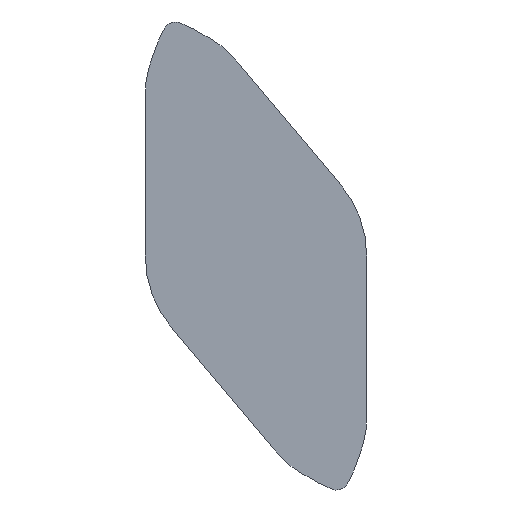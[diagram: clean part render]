
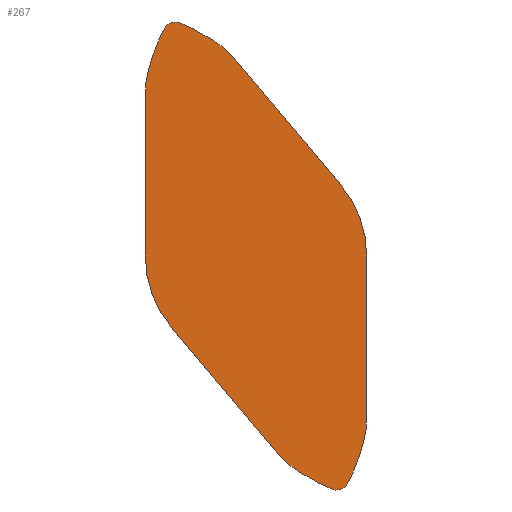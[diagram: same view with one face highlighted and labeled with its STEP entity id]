
A CAD part, top view. The second image highlights one B-rep face of the part: STEP entity #267.
In plain terms, the highlighted planar face has unit normal (0, 0, 1).
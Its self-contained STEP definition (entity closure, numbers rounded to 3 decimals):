
#117=CIRCLE('',#1539,0.8);
#119=CIRCLE('',#1543,5.);
#120=CIRCLE('',#1545,5.5);
#122=CIRCLE('',#1548,0.551);
#123=CIRCLE('',#1550,15.);
#124=CIRCLE('',#1552,1.5);
#126=CIRCLE('',#1557,5.);
#127=CIRCLE('',#1559,5.5);
#129=CIRCLE('',#1562,0.551);
#130=CIRCLE('',#1564,15.);
#131=CIRCLE('',#1566,1.5);
#132=CIRCLE('',#1569,0.8);
#134=CIRCLE('',#1573,5.);
#135=CIRCLE('',#1575,0.551);
#136=CIRCLE('',#1577,15.);
#137=CIRCLE('',#1579,1.5);
#139=CIRCLE('',#1584,5.);
#140=CIRCLE('',#1586,0.551);
#141=CIRCLE('',#1588,15.);
#142=CIRCLE('',#1590,1.5);
#267=ADVANCED_FACE('',(#377),#289,.T.);
#289=PLANE('',#1678);
#377=FACE_OUTER_BOUND('',#465,.T.);
#465=EDGE_LOOP('',(#847,#848,#849,#850,#851,#852,#853,#854,#855,#856,#857,
#858,#859,#860,#861,#862,#863,#864,#865,#866,#867,#868,#869,#870,#871,#872,
#873,#874));
#847=ORIENTED_EDGE('',*,*,#1086,.F.);
#848=ORIENTED_EDGE('',*,*,#1102,.T.);
#849=ORIENTED_EDGE('',*,*,#1098,.T.);
#850=ORIENTED_EDGE('',*,*,#1095,.T.);
#851=ORIENTED_EDGE('',*,*,#1055,.F.);
#852=ORIENTED_EDGE('',*,*,#1069,.T.);
#853=ORIENTED_EDGE('',*,*,#1072,.T.);
#854=ORIENTED_EDGE('',*,*,#1076,.T.);
#855=ORIENTED_EDGE('',*,*,#1060,.F.);
#856=ORIENTED_EDGE('',*,*,#1064,.F.);
#857=ORIENTED_EDGE('',*,*,#1052,.F.);
#858=ORIENTED_EDGE('',*,*,#1067,.F.);
#859=ORIENTED_EDGE('',*,*,#1133,.F.);
#860=ORIENTED_EDGE('',*,*,#1143,.F.);
#861=ORIENTED_EDGE('',*,*,#1138,.F.);
#862=ORIENTED_EDGE('',*,*,#1151,.T.);
#863=ORIENTED_EDGE('',*,*,#1147,.T.);
#864=ORIENTED_EDGE('',*,*,#1144,.T.);
#865=ORIENTED_EDGE('',*,*,#1111,.F.);
#866=ORIENTED_EDGE('',*,*,#1122,.T.);
#867=ORIENTED_EDGE('',*,*,#1125,.T.);
#868=ORIENTED_EDGE('',*,*,#1129,.T.);
#869=ORIENTED_EDGE('',*,*,#1116,.F.);
#870=ORIENTED_EDGE('',*,*,#1120,.F.);
#871=ORIENTED_EDGE('',*,*,#1108,.F.);
#872=ORIENTED_EDGE('',*,*,#1092,.F.);
#873=ORIENTED_EDGE('',*,*,#1080,.F.);
#874=ORIENTED_EDGE('',*,*,#1091,.F.);
#916=VERTEX_POINT('',#2216);
#917=VERTEX_POINT('',#2218);
#919=VERTEX_POINT('',#2223);
#920=VERTEX_POINT('',#2225);
#923=VERTEX_POINT('',#2245);
#925=VERTEX_POINT('',#2248);
#929=VERTEX_POINT('',#2275);
#930=VERTEX_POINT('',#2280);
#932=VERTEX_POINT('',#2295);
#937=VERTEX_POINT('',#2342);
#938=VERTEX_POINT('',#2344);
#942=VERTEX_POINT('',#2363);
#944=VERTEX_POINT('',#2366);
#947=VERTEX_POINT('',#2392);
#949=VERTEX_POINT('',#2398);
#951=VERTEX_POINT('',#2413);
#958=VERTEX_POINT('',#2474);
#960=VERTEX_POINT('',#2479);
#961=VERTEX_POINT('',#2481);
#964=VERTEX_POINT('',#2501);
#966=VERTEX_POINT('',#2504);
#969=VERTEX_POINT('',#2530);
#971=VERTEX_POINT('',#2545);
#976=VERTEX_POINT('',#2592);
#979=VERTEX_POINT('',#2610);
#981=VERTEX_POINT('',#2613);
#984=VERTEX_POINT('',#2639);
#986=VERTEX_POINT('',#2654);
#1052=EDGE_CURVE('',#916,#917,#1273,.T.);
#1055=EDGE_CURVE('',#919,#920,#117,.T.);
#1060=EDGE_CURVE('',#923,#925,#1278,.T.);
#1064=EDGE_CURVE('',#917,#923,#119,.T.);
#1067=EDGE_CURVE('',#929,#916,#120,.T.);
#1069=EDGE_CURVE('',#919,#930,#122,.T.);
#1072=EDGE_CURVE('',#930,#932,#123,.T.);
#1076=EDGE_CURVE('',#932,#925,#124,.T.);
#1080=EDGE_CURVE('',#937,#938,#1286,.T.);
#1086=EDGE_CURVE('',#942,#944,#1291,.T.);
#1091=EDGE_CURVE('',#944,#937,#126,.T.);
#1092=EDGE_CURVE('',#938,#947,#127,.T.);
#1095=EDGE_CURVE('',#949,#920,#129,.T.);
#1098=EDGE_CURVE('',#951,#949,#130,.T.);
#1102=EDGE_CURVE('',#942,#951,#131,.T.);
#1108=EDGE_CURVE('',#947,#958,#1300,.T.);
#1111=EDGE_CURVE('',#960,#961,#132,.T.);
#1116=EDGE_CURVE('',#964,#966,#1305,.T.);
#1120=EDGE_CURVE('',#958,#964,#134,.T.);
#1122=EDGE_CURVE('',#960,#969,#135,.T.);
#1125=EDGE_CURVE('',#969,#971,#136,.T.);
#1129=EDGE_CURVE('',#971,#966,#137,.T.);
#1133=EDGE_CURVE('',#976,#929,#1312,.T.);
#1138=EDGE_CURVE('',#979,#981,#1316,.T.);
#1143=EDGE_CURVE('',#981,#976,#139,.T.);
#1144=EDGE_CURVE('',#984,#961,#140,.T.);
#1147=EDGE_CURVE('',#986,#984,#141,.T.);
#1151=EDGE_CURVE('',#979,#986,#142,.T.);
#1273=LINE('',#2217,#1365);
#1278=LINE('',#2247,#1370);
#1286=LINE('',#2343,#1378);
#1291=LINE('',#2365,#1383);
#1300=LINE('',#2473,#1392);
#1305=LINE('',#2503,#1397);
#1312=LINE('',#2593,#1404);
#1316=LINE('',#2612,#1408);
#1365=VECTOR('',#1690,1.);
#1370=VECTOR('',#1701,1.);
#1378=VECTOR('',#1735,1.);
#1383=VECTOR('',#1742,1.);
#1392=VECTOR('',#1777,1.);
#1397=VECTOR('',#1788,1.);
#1404=VECTOR('',#1815,1.);
#1408=VECTOR('',#1821,1.);
#1539=AXIS2_PLACEMENT_3D('',#2224,#1695,#1696);
#1543=AXIS2_PLACEMENT_3D('',#2255,#1708,#1709);
#1545=AXIS2_PLACEMENT_3D('',#2276,#1713,#1714);
#1548=AXIS2_PLACEMENT_3D('',#2279,#1719,#1720);
#1550=AXIS2_PLACEMENT_3D('',#2294,#1724,#1725);
#1552=AXIS2_PLACEMENT_3D('',#2329,#1729,#1730);
#1557=AXIS2_PLACEMENT_3D('',#2389,#1749,#1750);
#1559=AXIS2_PLACEMENT_3D('',#2391,#1753,#1754);
#1562=AXIS2_PLACEMENT_3D('',#2397,#1760,#1761);
#1564=AXIS2_PLACEMENT_3D('',#2412,#1765,#1766);
#1566=AXIS2_PLACEMENT_3D('',#2447,#1770,#1771);
#1569=AXIS2_PLACEMENT_3D('',#2480,#1782,#1783);
#1573=AXIS2_PLACEMENT_3D('',#2511,#1795,#1796);
#1575=AXIS2_PLACEMENT_3D('',#2529,#1799,#1800);
#1577=AXIS2_PLACEMENT_3D('',#2544,#1804,#1805);
#1579=AXIS2_PLACEMENT_3D('',#2579,#1809,#1810);
#1584=AXIS2_PLACEMENT_3D('',#2636,#1828,#1829);
#1586=AXIS2_PLACEMENT_3D('',#2638,#1832,#1833);
#1588=AXIS2_PLACEMENT_3D('',#2653,#1837,#1838);
#1590=AXIS2_PLACEMENT_3D('',#2688,#1842,#1843);
#1678=AXIS2_PLACEMENT_3D('',#3691,#2060,#2061);
#1690=DIRECTION('',(0.,1.,0.));
#1695=DIRECTION('',(0.,0.,-1.));
#1696=DIRECTION('',(1.,0.,0.));
#1701=DIRECTION('',(0.342,0.94,0.));
#1708=DIRECTION('',(0.,0.,-1.));
#1709=DIRECTION('',(1.,0.,0.));
#1713=DIRECTION('',(0.,0.,-1.));
#1714=DIRECTION('',(1.,0.,0.));
#1719=DIRECTION('',(0.,0.,1.));
#1720=DIRECTION('',(1.,0.,0.));
#1724=DIRECTION('',(0.,0.,1.));
#1725=DIRECTION('',(1.,0.,0.));
#1729=DIRECTION('',(0.,0.,1.));
#1730=DIRECTION('',(1.,0.,0.));
#1735=DIRECTION('',(0.643,-0.766,0.));
#1742=DIRECTION('',(0.866,-0.5,0.));
#1749=DIRECTION('',(0.,0.,-1.));
#1750=DIRECTION('',(1.,0.,0.));
#1753=DIRECTION('',(0.,0.,-1.));
#1754=DIRECTION('',(1.,0.,0.));
#1760=DIRECTION('',(0.,0.,1.));
#1761=DIRECTION('',(1.,0.,0.));
#1765=DIRECTION('',(0.,0.,1.));
#1766=DIRECTION('',(1.,0.,0.));
#1770=DIRECTION('',(0.,0.,1.));
#1771=DIRECTION('',(1.,0.,0.));
#1777=DIRECTION('',(0.,-1.,0.));
#1782=DIRECTION('',(0.,0.,-1.));
#1783=DIRECTION('',(1.,0.,0.));
#1788=DIRECTION('',(-0.342,-0.94,0.));
#1795=DIRECTION('',(0.,0.,-1.));
#1796=DIRECTION('',(1.,0.,0.));
#1799=DIRECTION('',(0.,0.,1.));
#1800=DIRECTION('',(1.,0.,0.));
#1804=DIRECTION('',(0.,0.,1.));
#1805=DIRECTION('',(1.,0.,0.));
#1809=DIRECTION('',(0.,0.,1.));
#1810=DIRECTION('',(1.,0.,0.));
#1815=DIRECTION('',(-0.643,0.766,0.));
#1821=DIRECTION('',(-0.866,0.5,0.));
#1828=DIRECTION('',(0.,0.,-1.));
#1829=DIRECTION('',(1.,0.,0.));
#1832=DIRECTION('',(0.,0.,1.));
#1833=DIRECTION('',(1.,0.,0.));
#1837=DIRECTION('',(0.,0.,1.));
#1838=DIRECTION('',(1.,0.,0.));
#1842=DIRECTION('',(0.,0.,1.));
#1843=DIRECTION('',(1.,0.,0.));
#2060=DIRECTION('',(0.,0.,1.));
#2061=DIRECTION('',(1.,0.,0.));
#2216=CARTESIAN_POINT('',(-5.5,0.,0.));
#2217=CARTESIAN_POINT('',(-5.5,-16.,0.));
#2218=CARTESIAN_POINT('',(-5.5,8.032,0.));
#2223=CARTESIAN_POINT('',(-4.298,11.553,0.));
#2224=CARTESIAN_POINT('',(-3.944,10.836,0.));
#2225=CARTESIAN_POINT('',(-4.134,11.613,0.));
#2245=CARTESIAN_POINT('',(-5.198,9.742,0.));
#2247=CARTESIAN_POINT('',(-5.198,9.742,0.));
#2248=CARTESIAN_POINT('',(-4.897,10.57,0.));
#2255=CARTESIAN_POINT('',(-0.5,8.032,0.));
#2275=CARTESIAN_POINT('',(-4.213,-3.535,0.));
#2276=CARTESIAN_POINT('',(0.,0.,0.));
#2279=CARTESIAN_POINT('',(-4.054,11.059,0.));
#2280=CARTESIAN_POINT('',(-4.544,11.312,0.));
#2294=CARTESIAN_POINT('',(8.782,4.425,0.));
#2295=CARTESIAN_POINT('',(-4.851,10.683,0.));
#2329=CARTESIAN_POINT('',(-3.487,10.057,0.));
#2342=CARTESIAN_POINT('',(-0.95,9.688,0.));
#2343=CARTESIAN_POINT('',(14.498,-8.721,0.));
#2344=CARTESIAN_POINT('',(4.213,3.535,0.));
#2363=CARTESIAN_POINT('',(-3.043,11.245,0.));
#2365=CARTESIAN_POINT('',(-2.28,10.804,0.));
#2366=CARTESIAN_POINT('',(-2.28,10.804,0.));
#2389=CARTESIAN_POINT('',(-4.78,6.474,0.));
#2391=CARTESIAN_POINT('',(0.,0.,0.));
#2392=CARTESIAN_POINT('',(5.5,0.,0.));
#2397=CARTESIAN_POINT('',(-4.003,11.078,0.));
#2398=CARTESIAN_POINT('',(-3.791,11.586,0.));
#2412=CARTESIAN_POINT('',(-9.572,-2.255,0.));
#2413=CARTESIAN_POINT('',(-3.151,11.302,0.));
#2447=CARTESIAN_POINT('',(-3.793,9.946,0.));
#2473=CARTESIAN_POINT('',(5.5,16.,0.));
#2474=CARTESIAN_POINT('',(5.5,-8.032,0.));
#2479=CARTESIAN_POINT('',(4.298,-11.553,0.));
#2480=CARTESIAN_POINT('',(3.944,-10.836,0.));
#2481=CARTESIAN_POINT('',(4.134,-11.613,0.));
#2501=CARTESIAN_POINT('',(5.198,-9.742,0.));
#2503=CARTESIAN_POINT('',(5.198,-9.742,0.));
#2504=CARTESIAN_POINT('',(4.897,-10.57,0.));
#2511=CARTESIAN_POINT('',(0.5,-8.032,0.));
#2529=CARTESIAN_POINT('',(4.054,-11.059,0.));
#2530=CARTESIAN_POINT('',(4.544,-11.312,0.));
#2544=CARTESIAN_POINT('',(-8.782,-4.425,0.));
#2545=CARTESIAN_POINT('',(4.851,-10.683,0.));
#2579=CARTESIAN_POINT('',(3.487,-10.057,0.));
#2592=CARTESIAN_POINT('',(0.95,-9.688,0.));
#2593=CARTESIAN_POINT('',(-14.498,8.721,0.));
#2610=CARTESIAN_POINT('',(3.043,-11.245,0.));
#2612=CARTESIAN_POINT('',(2.28,-10.804,0.));
#2613=CARTESIAN_POINT('',(2.28,-10.804,0.));
#2636=CARTESIAN_POINT('',(4.78,-6.474,0.));
#2638=CARTESIAN_POINT('',(4.003,-11.078,0.));
#2639=CARTESIAN_POINT('',(3.791,-11.586,0.));
#2653=CARTESIAN_POINT('',(9.572,2.255,0.));
#2654=CARTESIAN_POINT('',(3.151,-11.302,0.));
#2688=CARTESIAN_POINT('',(3.793,-9.946,0.));
#3691=CARTESIAN_POINT('',(0.,0.,0.));
